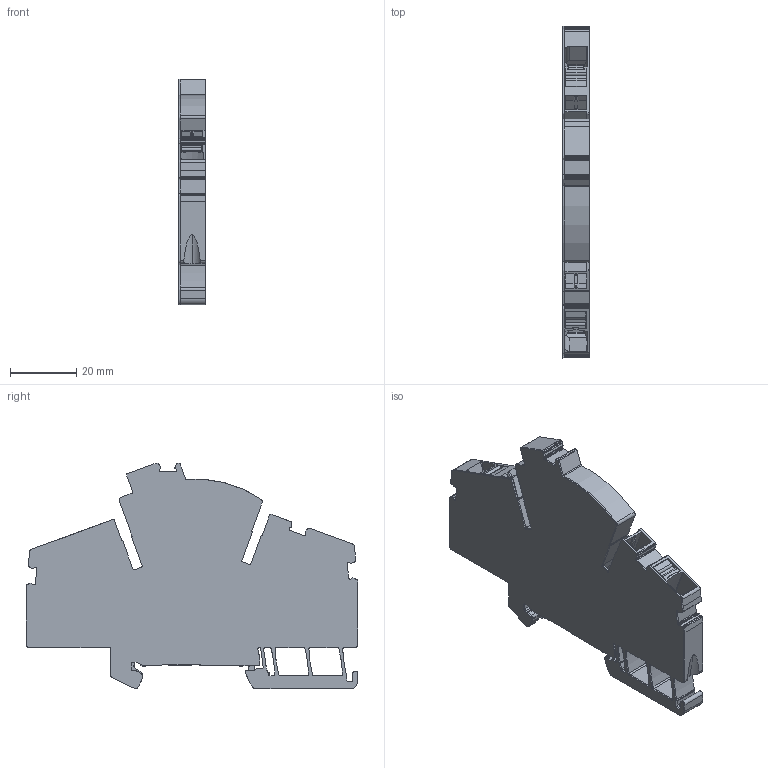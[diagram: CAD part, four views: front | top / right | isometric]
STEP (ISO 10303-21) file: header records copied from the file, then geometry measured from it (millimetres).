
FILE_DESCRIPTION(('CATIA V5 STEP Exchange','CAx-IF Rec.Pracs.--- Model Styling and Organization---1.4--- 2014-01-23'),'2;1');
FILE_NAME ('1175178-4_2', '2021-02-05T05:58:43+00:00', ('none'), ('Weidmueller'), 'CATIA Version 5-6 Release 2016 SP3 HF44', 'CATIA V5 STEP AP214', 'none');
FILE_SCHEMA(('AUTOMOTIVE_DESIGN { 1 0 10303 214 1 1 1 1 }'));
Products named in the file (1): 2710080000
Bounding box: 8.1 x 100 x 68 mm (x, y, z)
Volume: 33066.4 mm3; surface area: 27477.9 mm2
Topology: 5 solids, 13 shells, 1469 faces, 4249 edges, 2816 vertices
Faces by surface type: plane 657, cylinder 646, extrusion 135, torus 15, cone 13, bspline 3
Entity records: 50835 total; most frequent: CARTESIAN_POINT 12034, ORIENTED_EDGE 8496, DIRECTION 6349, EDGE_CURVE 4248, VECTOR 2857, VERTEX_POINT 2816, LINE 2722, AXIS2_PLACEMENT_3D 2303
